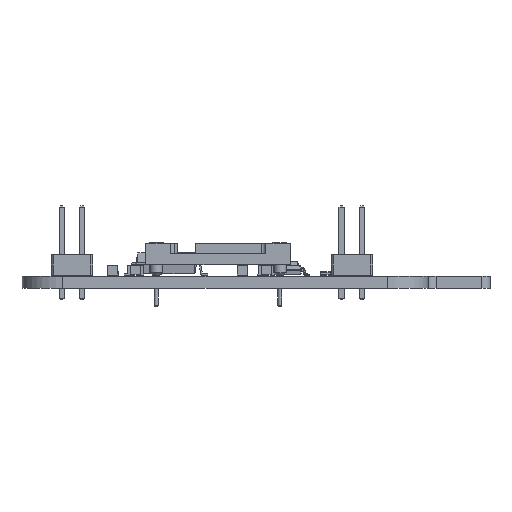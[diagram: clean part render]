
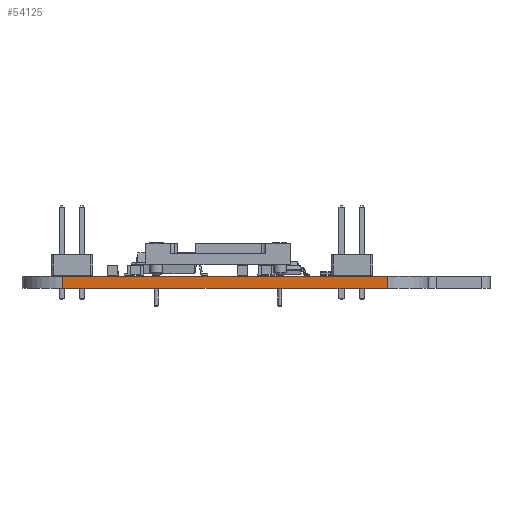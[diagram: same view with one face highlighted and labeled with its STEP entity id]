
A CAD part, left-side view. The second image highlights one B-rep face of the part: STEP entity #54125.
In plain terms, the highlighted planar face has unit normal (-1, 0, 0).
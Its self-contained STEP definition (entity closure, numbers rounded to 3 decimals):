
#52582 = VERTEX_POINT('',#52583);
#52583 = CARTESIAN_POINT('',(98.501,-81.194,0.));
#52590 = EDGE_CURVE('',#52591,#52582,#52593,.T.);
#52591 = VERTEX_POINT('',#52592);
#52592 = CARTESIAN_POINT('',(98.501,-121.194,0.));
#52593 = LINE('',#52594,#52595);
#52594 = CARTESIAN_POINT('',(98.501,-121.194,0.));
#52595 = VECTOR('',#52596,1.);
#52596 = DIRECTION('',(0.,1.,0.));
#53340 = VERTEX_POINT('',#53341);
#53341 = CARTESIAN_POINT('',(98.501,-81.194,1.51));
#53348 = EDGE_CURVE('',#53349,#53340,#53351,.T.);
#53349 = VERTEX_POINT('',#53350);
#53350 = CARTESIAN_POINT('',(98.501,-121.194,1.51));
#53351 = LINE('',#53352,#53353);
#53352 = CARTESIAN_POINT('',(98.501,-121.194,1.51));
#53353 = VECTOR('',#53354,1.);
#53354 = DIRECTION('',(0.,1.,0.));
#54095 = EDGE_CURVE('',#52582,#53340,#54096,.T.);
#54096 = LINE('',#54097,#54098);
#54097 = CARTESIAN_POINT('',(98.501,-81.194,0.));
#54098 = VECTOR('',#54099,1.);
#54099 = DIRECTION('',(0.,0.,1.));
#54125 = ADVANCED_FACE('',(#54126),#54137,.T.);
#54126 = FACE_BOUND('',#54127,.T.);
#54127 = EDGE_LOOP('',(#54128,#54134,#54135,#54136));
#54128 = ORIENTED_EDGE('',*,*,#54129,.T.);
#54129 = EDGE_CURVE('',#52591,#53349,#54130,.T.);
#54130 = LINE('',#54131,#54132);
#54131 = CARTESIAN_POINT('',(98.501,-121.194,0.));
#54132 = VECTOR('',#54133,1.);
#54133 = DIRECTION('',(0.,0.,1.));
#54134 = ORIENTED_EDGE('',*,*,#53348,.T.);
#54135 = ORIENTED_EDGE('',*,*,#54095,.F.);
#54136 = ORIENTED_EDGE('',*,*,#52590,.F.);
#54137 = PLANE('',#54138);
#54138 = AXIS2_PLACEMENT_3D('',#54139,#54140,#54141);
#54139 = CARTESIAN_POINT('',(98.501,-121.194,0.));
#54140 = DIRECTION('',(-1.,0.,0.));
#54141 = DIRECTION('',(0.,1.,0.));
